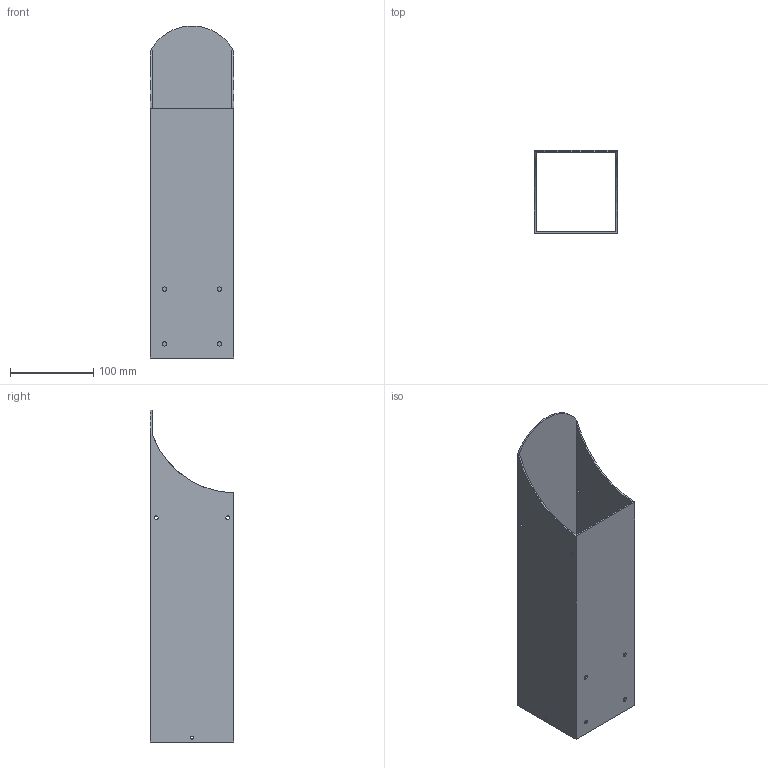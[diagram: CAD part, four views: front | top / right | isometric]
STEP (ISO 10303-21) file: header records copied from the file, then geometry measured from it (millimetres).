
FILE_DESCRIPTION((' '),'2;1');
FILE_NAME('Enclosure.stp','2014-09-05T10:21:35',(' '),(' '),' ','ACIS',' ');
FILE_SCHEMA(('CONFIG_CONTROL_DESIGN'));
Length unit declared in the file: millimetre
Products named in the file (1): Enclosure.stp
Bounding box: 100 x 100 x 399.8 mm (x, y, z)
Volume: 260786.2 mm3; surface area: 262803.6 mm2
Topology: 1 solids, 1 shells, 21 faces, 62 edges, 42 vertices
Faces by surface type: cylinder 12, plane 9
Full cylindrical faces by diameter (mm): 3.4 x2, 4.4 x4, 5.2 x4
Entity records: 783 total; most frequent: DIRECTION 118, CARTESIAN_POINT 108, ORIENTED_EDGE 96, EDGE_LOOP 52, AXIS2_PLACEMENT_3D 48, EDGE_CURVE 48, VERTEX_POINT 38, FACE_BOUND 31
